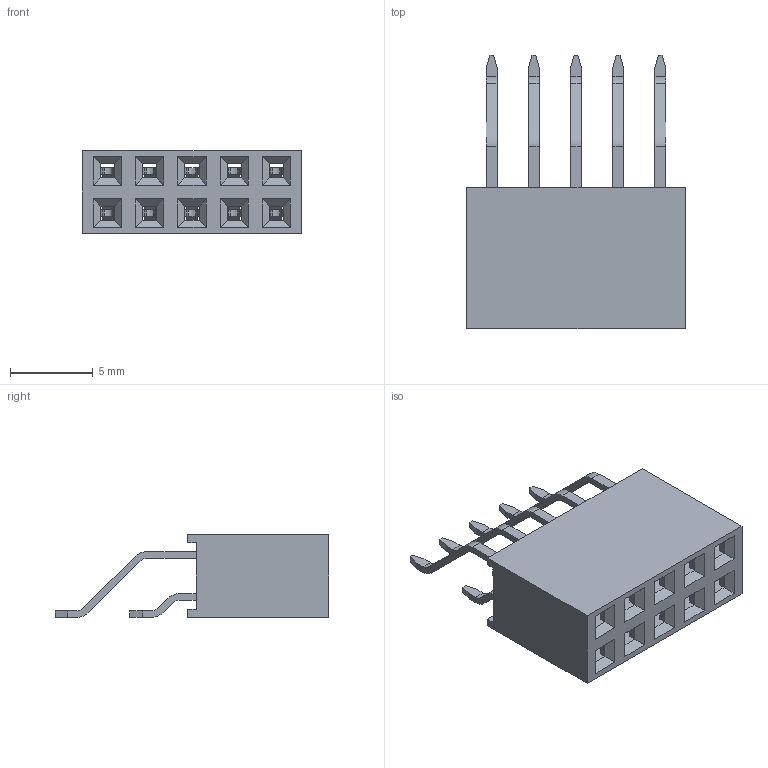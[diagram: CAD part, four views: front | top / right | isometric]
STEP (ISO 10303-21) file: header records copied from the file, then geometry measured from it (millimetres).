
FILE_DESCRIPTION (( 'STEP AP214' ), '1' );
FILE_NAME ('HDR-SMD_10P-P2.54-H-F-R2-C5-W8.5.STEP', '2025-08-11T03:03:57', ( '' ), ( '' ), 'SwSTEP 2.0', 'SolidWorks 2021', '' );
FILE_SCHEMA (( 'AUTOMOTIVE_DESIGN' ));
Length unit declared in the file: millimetre
Products named in the file (1): HDR-SMD_10P-P2.54-H-F-R2-C5-W8.5
Bounding box: 13.2 x 16.5 x 5 mm (x, y, z)
Volume: 451 mm3; surface area: 1267.6 mm2
Topology: 11 solids, 11 shells, 804 faces, 2249 edges, 1486 vertices
Faces by surface type: plane 486, cylinder 220, bspline 98
Entity records: 35293 total; most frequent: CARTESIAN_POINT 5846, ORIENTED_EDGE 4498, DIRECTION 3903, EDGE_CURVE 2249, LINE 1609, VECTOR 1609, VERTEX_POINT 1486, AXIS2_PLACEMENT_3D 1147
